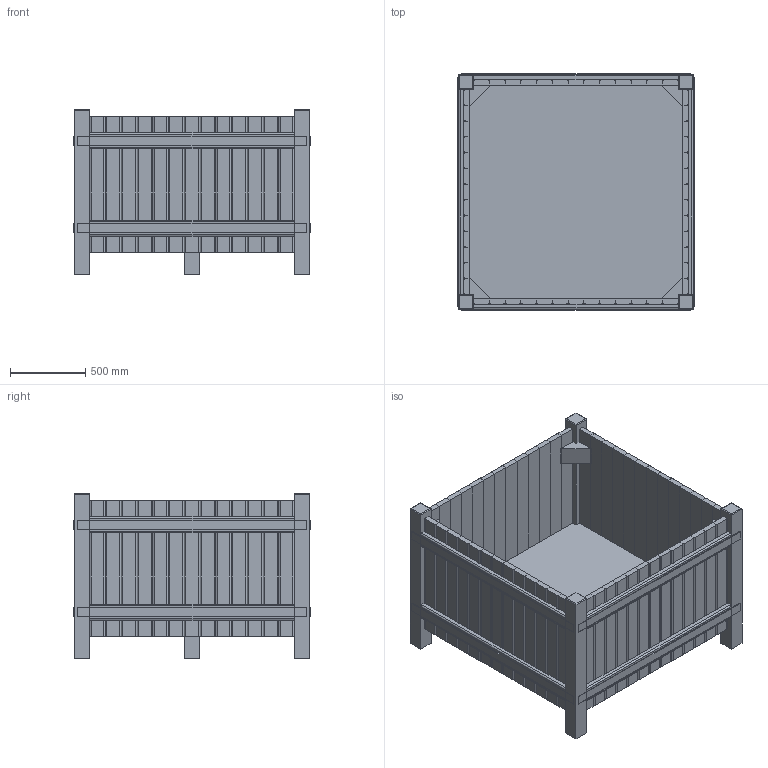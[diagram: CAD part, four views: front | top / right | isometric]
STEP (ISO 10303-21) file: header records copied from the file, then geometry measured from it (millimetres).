
FILE_DESCRIPTION(/* description */ (''),/* implementation_level */ '2;1');
FILE_NAME(/* name */ 'BB Versailles 155x155x110 3D.stp',/* time_stamp */ '2021-11-26T11:02:23+01:00',/* author */ ('vital'),/* organization */ (''),/* preprocessor_version */ 'ST-DEVELOPER v18.1',/* originating_system */ 'Autodesk Inventor 2022',/* authorisation */ '');
FILE_SCHEMA (('AUTOMOTIVE_DESIGN { 1 0 10303 214 3 1 1 }'));
Length unit declared in the file: millimetre
Products named in the file (1): BB Versailles 155x155x110 3D
Bounding box: 1575 x 1575 x 1100 mm (x, y, z)
Volume: 309121149.6 mm3; surface area: 25102579.7 mm2
Topology: 87 solids, 87 shells, 658 faces, 1436 edges, 952 vertices
Faces by surface type: plane 522, cylinder 136
Entity records: 18479 total; most frequent: CARTESIAN_POINT 3047, DIRECTION 3010, ORIENTED_EDGE 2872, EDGE_CURVE 1436, LINE 1180, VECTOR 1180, VERTEX_POINT 952, AXIS2_PLACEMENT_3D 915
